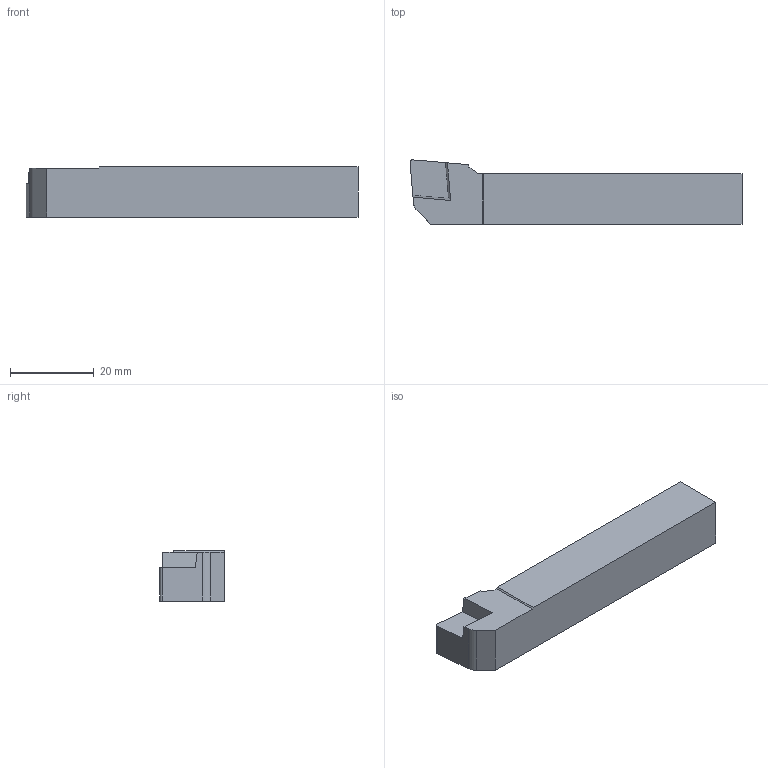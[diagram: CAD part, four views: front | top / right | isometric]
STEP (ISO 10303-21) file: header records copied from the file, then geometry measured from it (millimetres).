
FILE_DESCRIPTION(/* description */ (''),/* implementation_level */ '2;1');
FILE_NAME(/* name */ 'SCLCL-1212-F09.stp',/* time_stamp */ '2023-10-13T17:48:32+03:00',/* author */ (''),/* organization */ (''),/* preprocessor_version */ 'ST-DEVELOPER v19.4',/* originating_system */ 'SIEMENS PLM Software NX2306.3001',/* authorisation */ '');
FILE_SCHEMA (('AUTOMOTIVE_DESIGN { 1 0 10303 214 3 1 1 1 }'));
Length unit declared in the file: millimetre
Products named in the file (2): CCMT 09T308; SCLCR 1212 F09
Assembly tree (2 placements, depth 2):
  SCLCR 1212 F09
    CCMT 09T308  x2
Bounding box: 79.37 x 15.37 x 12 mm (x, y, z)
Volume: 11371.8 mm3; surface area: 4137.9 mm2
Topology: 1 solids, 1 shells, 17 faces, 45 edges, 30 vertices
Faces by surface type: plane 15, cylinder 2
Entity records: 572 total; most frequent: CARTESIAN_POINT 95, ORIENTED_EDGE 90, DIRECTION 89, EDGE_CURVE 45, LINE 41, VECTOR 41, VERTEX_POINT 30, AXIS2_PLACEMENT_3D 24
